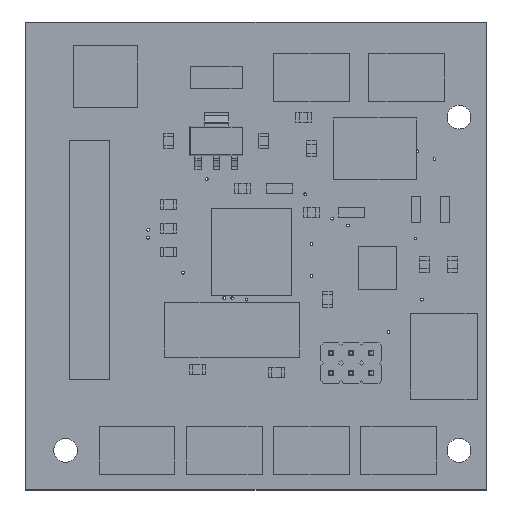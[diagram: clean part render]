
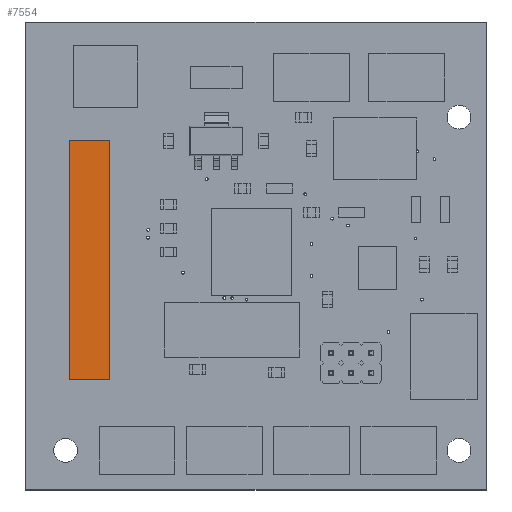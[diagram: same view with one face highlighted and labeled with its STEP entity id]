
A CAD part, top view. The second image highlights one B-rep face of the part: STEP entity #7554.
In plain terms, the highlighted planar face has unit normal (0, 0, 1).
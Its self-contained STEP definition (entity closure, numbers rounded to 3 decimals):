
#402=PLANE('',#8286);
#779=FACE_OUTER_BOUND('',#1332,.T.);
#1332=EDGE_LOOP('',(#5627,#5628,#5629,#5630));
#1773=LINE('',#11295,#2572);
#1776=LINE('',#11301,#2575);
#1779=LINE('',#11307,#2578);
#1782=LINE('',#11311,#2581);
#2572=VECTOR('',#9296,10.);
#2575=VECTOR('',#9301,10.);
#2578=VECTOR('',#9306,10.);
#2581=VECTOR('',#9311,10.);
#3618=VERTEX_POINT('',#11292);
#3619=VERTEX_POINT('',#11294);
#3621=VERTEX_POINT('',#11300);
#3623=VERTEX_POINT('',#11306);
#4349=EDGE_CURVE('',#3619,#3618,#1773,.T.);
#4352=EDGE_CURVE('',#3621,#3619,#1776,.T.);
#4355=EDGE_CURVE('',#3623,#3621,#1779,.T.);
#4358=EDGE_CURVE('',#3618,#3623,#1782,.T.);
#5627=ORIENTED_EDGE('',*,*,#4358,.T.);
#5628=ORIENTED_EDGE('',*,*,#4355,.T.);
#5629=ORIENTED_EDGE('',*,*,#4352,.T.);
#5630=ORIENTED_EDGE('',*,*,#4349,.T.);
#7554=ADVANCED_FACE('',(#779),#402,.T.);
#8286=AXIS2_PLACEMENT_3D('',#11312,#9312,#9313);
#9296=DIRECTION('',(0.,-1.,0.));
#9301=DIRECTION('',(-1.,0.,0.));
#9306=DIRECTION('',(0.,1.,0.));
#9311=DIRECTION('',(1.,0.,0.));
#9312=DIRECTION('center_axis',(0.,0.,1.));
#9313=DIRECTION('ref_axis',(1.,0.,0.));
#11292=CARTESIAN_POINT('',(-15.066,-2.54,1.945));
#11294=CARTESIAN_POINT('',(-15.066,2.54,1.945));
#11295=CARTESIAN_POINT('',(-15.066,-2.54,1.945));
#11300=CARTESIAN_POINT('',(15.066,2.54,1.945));
#11301=CARTESIAN_POINT('',(-15.066,2.54,1.945));
#11306=CARTESIAN_POINT('',(15.066,-2.54,1.945));
#11307=CARTESIAN_POINT('',(15.066,2.54,1.945));
#11311=CARTESIAN_POINT('',(15.066,-2.54,1.945));
#11312=CARTESIAN_POINT('Origin',(0.,0.,1.945));
